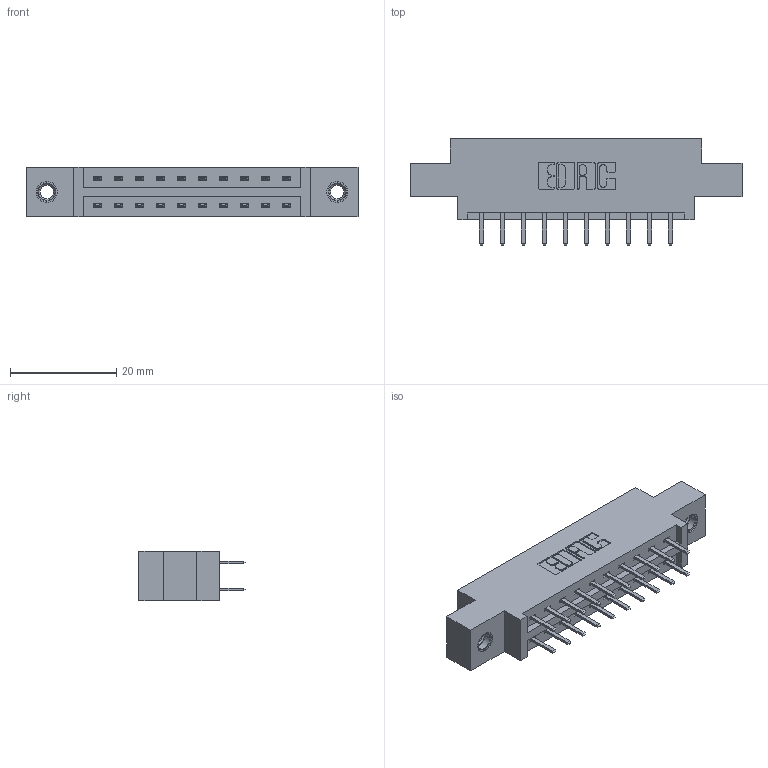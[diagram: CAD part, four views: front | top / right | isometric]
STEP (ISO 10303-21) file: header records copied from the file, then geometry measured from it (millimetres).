
FILE_DESCRIPTION (( 'STEP AP203' ), '1' );
FILE_NAME ('387-020-520-807.STEP', '2019-10-16T02:38:16', ( '' ), ( '' ), 'SwSTEP 2.0', 'SolidWorks 2016', '' );
FILE_SCHEMA (( 'CONFIG_CONTROL_DESIGN' ));
Length unit declared in the file: inch
Products named in the file (4): 337 Part_0.170 Offset - 0.156 Dia-TI; 345-250-001_345-250-005-103; 345-292-001_345-293-120; 387-020-520-807
Assembly tree (23 placements, depth 2):
  387-020-520-807
    337 Part_0.170 Offset - 0.156 Dia-TI
    345-292-001_345-293-120  x20
    345-250-001_345-250-005-103  x2
Bounding box: 62.64 x 20.02 x 9.4 mm (x, y, z)
Volume: 6035.4 mm3; surface area: 6630.8 mm2
Topology: 23 solids, 23 shells, 1338 faces, 3839 edges, 2498 vertices
Faces by surface type: plane 906, cylinder 416, cone 12, torus 4
Entity records: 13324 total; most frequent: CARTESIAN_POINT 2265, ORIENTED_EDGE 2182, DIRECTION 2005, EDGE_CURVE 1091, VECTOR 939, LINE 939, VERTEX_POINT 720, AXIS2_PLACEMENT_3D 533
